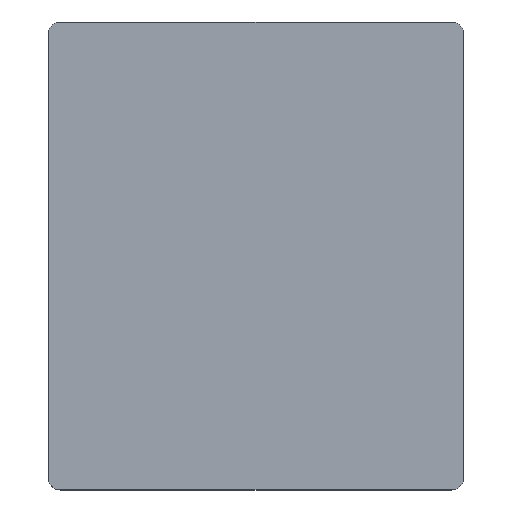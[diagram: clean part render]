
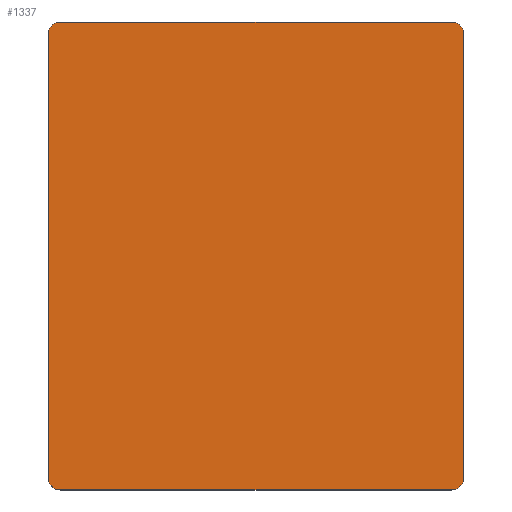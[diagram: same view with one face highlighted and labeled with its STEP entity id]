
A CAD part, top view. The second image highlights one B-rep face of the part: STEP entity #1337.
In plain terms, the highlighted planar face has unit normal (0, 0, 1).
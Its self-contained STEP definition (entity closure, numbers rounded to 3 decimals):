
#57=CIRCLE('',#1436,1.5);
#58=CIRCLE('',#1439,1.5);
#59=CIRCLE('',#1444,1.5);
#60=CIRCLE('',#1446,1.5);
#130=FACE_OUTER_BOUND('',#203,.T.);
#203=EDGE_LOOP('',(#1201,#1202,#1203,#1204,#1205,#1206,#1207,#1208));
#357=LINE('',#3404,#475);
#367=LINE('',#3424,#485);
#370=LINE('',#3432,#488);
#373=LINE('',#3444,#491);
#475=VECTOR('',#1708,10.);
#485=VECTOR('',#1732,10.);
#488=VECTOR('',#1741,10.);
#491=VECTOR('',#1758,10.);
#613=VERTEX_POINT('',#3401);
#614=VERTEX_POINT('',#3403);
#616=VERTEX_POINT('',#3418);
#617=VERTEX_POINT('',#3422);
#618=VERTEX_POINT('',#3426);
#619=VERTEX_POINT('',#3430);
#620=VERTEX_POINT('',#3436);
#621=VERTEX_POINT('',#3440);
#798=EDGE_CURVE('',#614,#613,#357,.T.);
#807=EDGE_CURVE('',#616,#613,#57,.T.);
#809=EDGE_CURVE('',#616,#617,#367,.T.);
#811=EDGE_CURVE('',#618,#617,#58,.T.);
#813=EDGE_CURVE('',#618,#619,#370,.T.);
#814=EDGE_CURVE('',#614,#620,#59,.T.);
#817=EDGE_CURVE('',#621,#619,#60,.T.);
#818=EDGE_CURVE('',#621,#620,#373,.T.);
#1201=ORIENTED_EDGE('',*,*,#807,.F.);
#1202=ORIENTED_EDGE('',*,*,#809,.T.);
#1203=ORIENTED_EDGE('',*,*,#811,.F.);
#1204=ORIENTED_EDGE('',*,*,#813,.T.);
#1205=ORIENTED_EDGE('',*,*,#817,.F.);
#1206=ORIENTED_EDGE('',*,*,#818,.T.);
#1207=ORIENTED_EDGE('',*,*,#814,.F.);
#1208=ORIENTED_EDGE('',*,*,#798,.T.);
#1266=PLANE('',#1447);
#1337=ADVANCED_FACE('',(#130),#1266,.T.);
#1436=AXIS2_PLACEMENT_3D('',#3420,#1727,#1728);
#1439=AXIS2_PLACEMENT_3D('',#3428,#1736,#1737);
#1444=AXIS2_PLACEMENT_3D('',#3437,#1748,#1749);
#1446=AXIS2_PLACEMENT_3D('',#3442,#1754,#1755);
#1447=AXIS2_PLACEMENT_3D('',#3443,#1756,#1757);
#1708=DIRECTION('',(-1.,0.,0.));
#1727=DIRECTION('center_axis',(0.,0.,-1.));
#1728=DIRECTION('ref_axis',(-0.707,0.707,0.));
#1732=DIRECTION('',(0.,-1.,0.));
#1736=DIRECTION('center_axis',(0.,0.,-1.));
#1737=DIRECTION('ref_axis',(-0.707,-0.707,0.));
#1741=DIRECTION('',(1.,0.,0.));
#1748=DIRECTION('center_axis',(0.,0.,-1.));
#1749=DIRECTION('ref_axis',(0.707,0.707,0.));
#1754=DIRECTION('center_axis',(0.,0.,-1.));
#1755=DIRECTION('ref_axis',(0.707,-0.707,0.));
#1756=DIRECTION('center_axis',(0.,0.,1.));
#1757=DIRECTION('ref_axis',(1.,0.,0.));
#1758=DIRECTION('',(0.,1.,0.));
#3401=CARTESIAN_POINT('',(61.96,-41.41,12.14));
#3403=CARTESIAN_POINT('',(109.49,-41.41,12.14));
#3404=CARTESIAN_POINT('',(60.46,-41.41,12.14));
#3418=CARTESIAN_POINT('',(60.46,-42.91,12.14));
#3420=CARTESIAN_POINT('Origin',(61.96,-42.91,12.14));
#3422=CARTESIAN_POINT('',(60.46,-96.79,12.14));
#3424=CARTESIAN_POINT('',(60.46,-98.29,12.14));
#3426=CARTESIAN_POINT('',(61.96,-98.29,12.14));
#3428=CARTESIAN_POINT('Origin',(61.96,-96.79,12.14));
#3430=CARTESIAN_POINT('',(109.49,-98.29,12.14));
#3432=CARTESIAN_POINT('',(110.99,-98.29,12.14));
#3436=CARTESIAN_POINT('',(110.99,-42.91,12.14));
#3437=CARTESIAN_POINT('Origin',(109.49,-42.91,12.14));
#3440=CARTESIAN_POINT('',(110.99,-96.79,12.14));
#3442=CARTESIAN_POINT('Origin',(109.49,-96.79,12.14));
#3443=CARTESIAN_POINT('Origin',(85.725,-69.85,12.14));
#3444=CARTESIAN_POINT('',(110.99,-41.41,12.14));
